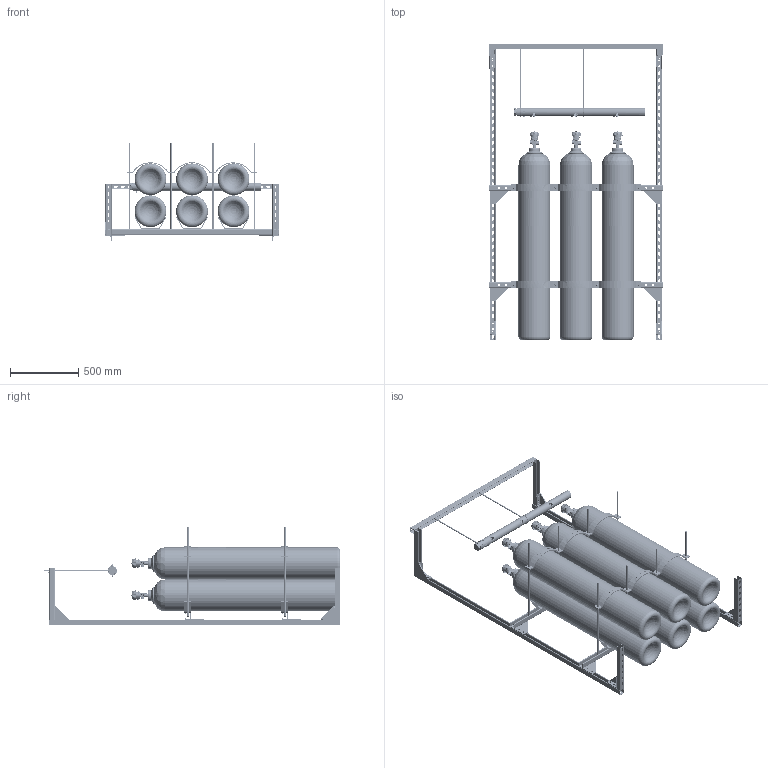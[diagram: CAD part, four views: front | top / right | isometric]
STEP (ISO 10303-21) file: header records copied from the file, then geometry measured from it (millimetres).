
FILE_DESCRIPTION (( 'STEP AP214' ), '1' );
FILE_NAME ('Cylinder Storage Rack, 49L, Metal Framing, Galvanized (6 cylinder 3x2) Six Cylinders.STEP', '2020-05-06T14:13:58', ( '' ), ( '' ), 'SwSTEP 2.0', 'SolidWorks 2019', '' );
FILE_SCHEMA (( 'AUTOMOTIVE_DESIGN' ));
Length unit declared in the file: inch
Products named in the file (42): Stand 3.stp; Base Plate.stp; 8BC300-25E_CYLINDER.stp; Tank_49L.stp; Plate 2.stp; Stand 2.stp; Cylinder Storage Rack, 49L, Metal Framing, Galvanized (6 cylinder 3x2) Six Cylinders; Clamp Assembly.stp; Restraint F.stp; Z-000-950-115_AS-01.stp; Rode 2.stp; Cylinder Storage Rack, 49L, Metal Framing, Galvanized (6 cylinder 3x2) Six Cylinders.stp; Rode.stp; Support 2..stp; 470B0020_PLATE.stp; V_MULLER_470B0020.stp; Base Plate 2.stp; PLUG_HEX HD_1.500 NPT M_CL 3000_ALY STL_GALV.stp; 470B0020_HOUSING.stp; Restraining_Plate_49L.stp; Clamp 2.stp; Stand.stp; Plate 1.stp; Base Plate 2_MIR.stp; P-000-950-110(-02).stp; PLUG_HEX HD_0.250 NPT M_CL 3000_ALY STL_GALV.stp; 470B0020_HANDLE.stp; Support 1.stp; 470B0020_HEX NUT.stp; Clamp.stp; P-000-950-111 (-02).stp
Assembly tree (95 placements, depth 5):
  Cylinder Storage Rack, 49L, Metal Framing, Galvanized (6 cylinder 3x2) Six Cylinders
    Cylinder Storage Rack, 49L, Metal Framing, Galvanized (6 cylinder 3x2) Six Cylinders.stp
      Clamp Assembly.stp
        Clamp.stp
        Clamp 2.stp
      Clamp Assembly.stp
        Clamp.stp
        Clamp 2.stp
      Tank_49L.stp
        V_MULLER_470B0020.stp
          470B0020_HOUSING.stp
          470B0020_PLATE.stp
          470B0020_HANDLE.stp
          470B0020_HEX NUT.stp
        8BC300-25E_CYLINDER.stp
        Z-000-950-115_AS-01.stp
      Tank_49L.stp
        V_MULLER_470B0020.stp
          470B0020_HOUSING.stp
          470B0020_PLATE.stp
          470B0020_HANDLE.stp
          470B0020_HEX NUT.stp
        8BC300-25E_CYLINDER.stp
        Z-000-950-115_AS-01.stp
      Tank_49L.stp
        V_MULLER_470B0020.stp
          470B0020_HOUSING.stp
          470B0020_PLATE.stp
          470B0020_HANDLE.stp
          470B0020_HEX NUT.stp
        8BC300-25E_CYLINDER.stp
        Z-000-950-115_AS-01.stp
      Tank_49L.stp
        V_MULLER_470B0020.stp
          470B0020_HOUSING.stp
          470B0020_PLATE.stp
          470B0020_HANDLE.stp
          470B0020_HEX NUT.stp
        8BC300-25E_CYLINDER.stp
        Z-000-950-115_AS-01.stp
      Tank_49L.stp
        V_MULLER_470B0020.stp
          470B0020_HOUSING.stp
          470B0020_PLATE.stp
          470B0020_HANDLE.stp
          470B0020_HEX NUT.stp
        8BC300-25E_CYLINDER.stp
        Z-000-950-115_AS-01.stp
      Tank_49L.stp
        V_MULLER_470B0020.stp
          470B0020_HOUSING.stp
          470B0020_PLATE.stp
          470B0020_HANDLE.stp
          470B0020_HEX NUT.stp
        8BC300-25E_CYLINDER.stp
        Z-000-950-115_AS-01.stp
      P-000-950-111 (-02).stp
        PLUG_HEX HD_1.500 NPT M_CL 3000_ALY STL_GALV.stp
        PLUG_HEX HD_0.250 NPT M_CL 3000_ALY STL_GALV.stp  x2
        P-000-950-110(-02).stp
Bounding box: 1270 x 2175.14 x 724.33 mm (x, y, z)
Volume: 50159708.3 mm3; surface area: 16854248 mm2
Topology: 85 solids, 85 shells, 5369 faces, 13790 edges, 8786 vertices
Faces by surface type: plane 2085, cylinder 1672, bspline 676, cone 612, torus 268, sphere 56
Entity records: 94427 total; most frequent: CARTESIAN_POINT 45236, ORIENTED_EDGE 9890, DIRECTION 9649, EDGE_CURVE 4945, AXIS2_PLACEMENT_3D 3625, VERTEX_POINT 3209, VECTOR 2399, LINE 2399
